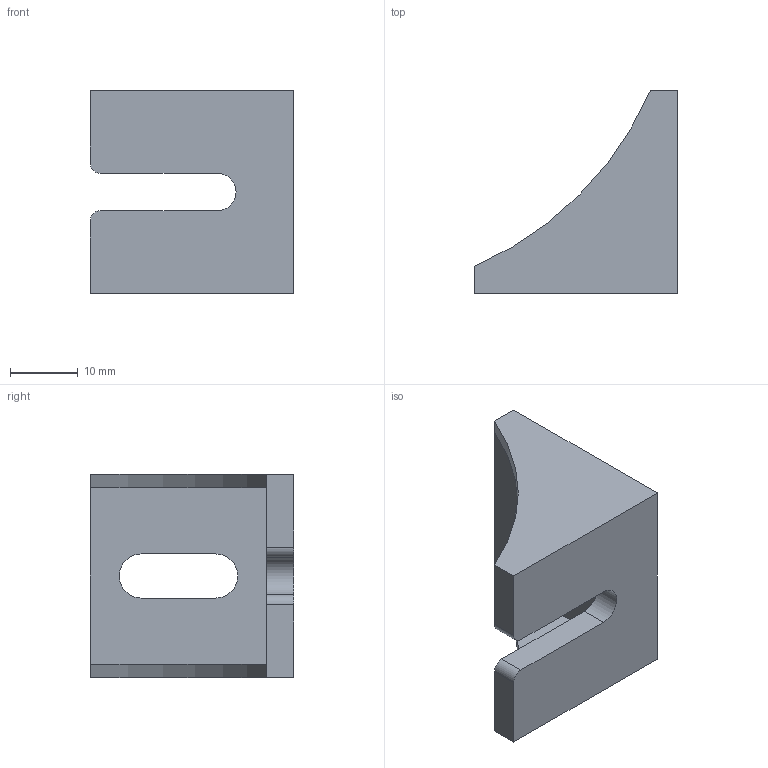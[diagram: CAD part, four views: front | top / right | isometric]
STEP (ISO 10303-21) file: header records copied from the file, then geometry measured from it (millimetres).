
FILE_DESCRIPTION(/* description */ ('ANGOLARE 30X30X30 2 ASOLE'),/* implementation_level */ '2;1');
FILE_NAME(/* name */ '27.008.00.stp',/* time_stamp */ '2014-07-31T10:46:24+02:00',/* author */ ('srubbiani'),/* organization */ (''),/* preprocessor_version */ 'ST-DEVELOPER v15.2',/* originating_system */ 'Autodesk Inventor 2014',/* authorisation */ '');
FILE_SCHEMA (('AUTOMOTIVE_DESIGN { 1 0 10303 214 3 1 1 }'));
Length unit declared in the file: millimetre
Products named in the file (1): 27.008.00
Bounding box: 30 x 30 x 30 mm (x, y, z)
Volume: 6844.9 mm3; surface area: 4882.7 mm2
Topology: 1 solids, 1 shells, 22 faces, 58 edges, 38 vertices
Faces by surface type: plane 15, cylinder 7
Entity records: 708 total; most frequent: CARTESIAN_POINT 119, DIRECTION 118, ORIENTED_EDGE 116, EDGE_CURVE 58, LINE 44, VECTOR 44, VERTEX_POINT 38, AXIS2_PLACEMENT_3D 37
